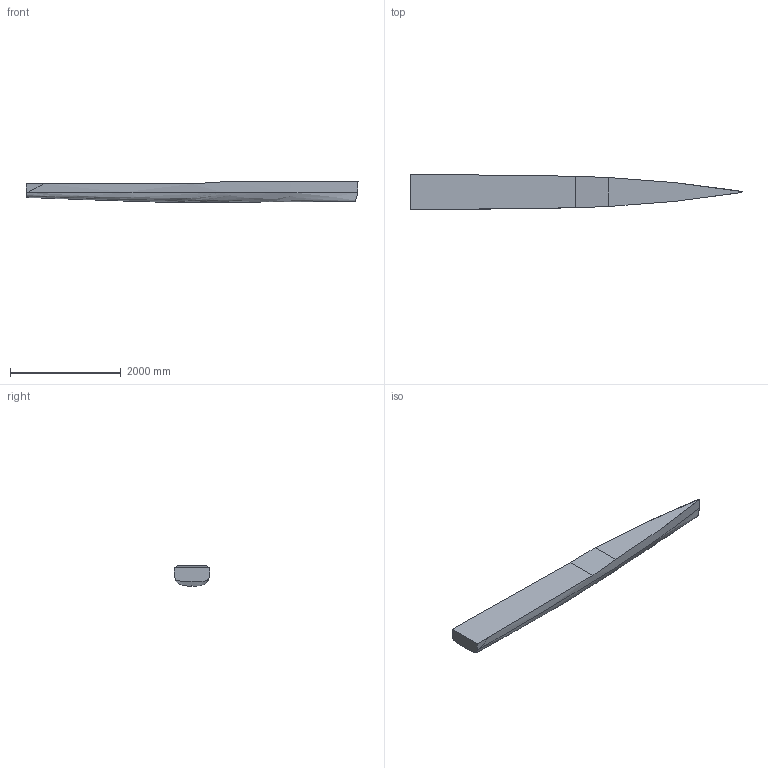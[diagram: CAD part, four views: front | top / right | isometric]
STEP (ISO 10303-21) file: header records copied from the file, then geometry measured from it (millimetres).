
FILE_DESCRIPTION (( 'STEP AP203' ), '1' );
FILE_NAME ('POD.STEP', '2020-07-24T20:15:30', ( '' ), ( '' ), 'SwSTEP 2.0', 'SolidWorks 2020', '' );
FILE_SCHEMA (( 'CONFIG_CONTROL_DESIGN' ));
Length unit declared in the file: millimetre
Products named in the file (1): POD
Bounding box: 5991.48 x 638.69 x 372.59 mm (x, y, z)
Volume: 857428879.1 mm3; surface area: 9132931.5 mm2
Topology: 1 solids, 1 shells, 17 faces, 38 edges, 23 vertices
Faces by surface type: bspline 12, plane 5
Entity records: 4526 total; most frequent: CARTESIAN_POINT 4171, ORIENTED_EDGE 76, EDGE_CURVE 38, B_SPLINE_CURVE_WITH_KNOTS 28, VERTEX_POINT 23, DIRECTION 21, ADVANCED_FACE 17, EDGE_LOOP 17
